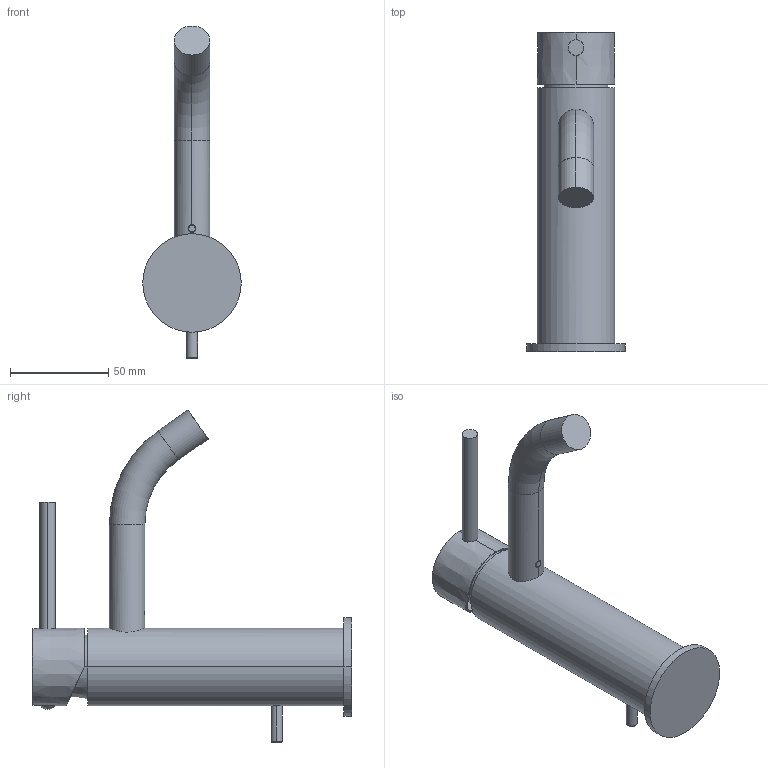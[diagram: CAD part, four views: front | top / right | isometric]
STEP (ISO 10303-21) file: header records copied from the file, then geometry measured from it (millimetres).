
FILE_DESCRIPTION((''),'2;1');
FILE_NAME('LIG075CR','2021-01-14T15:01:04',('ut3'),('PAFFONI SpA'),'CREO PARAMETRIC BY PTC INC, 2020044','CREO PARAMETRIC BY PTC INC, 2020044','');
FILE_SCHEMA(('CONFIG_CONTROL_DESIGN','SHAPE_APPEARANCE_LAYERS_GROUPS'));
Length unit declared in the file: millimetre
Products named in the file (1): LIG075CR
Bounding box: 50 x 162.15 x 168.55 mm (x, y, z)
Volume: 218878.2 mm3; surface area: 39497.4 mm2
Topology: 1 solids, 1 shells, 151 faces, 417 edges, 265 vertices
Faces by surface type: plane 66, cylinder 54, cone 25, torus 4, sphere 2
Entity records: 7247 total; most frequent: CARTESIAN_POINT 2434, ORIENTED_EDGE 826, DIRECTION 733, EDGE_CURVE 413, VERTEX_POINT 265, AXIS2_PLACEMENT_3D 264, VECTOR 205, LINE 205
